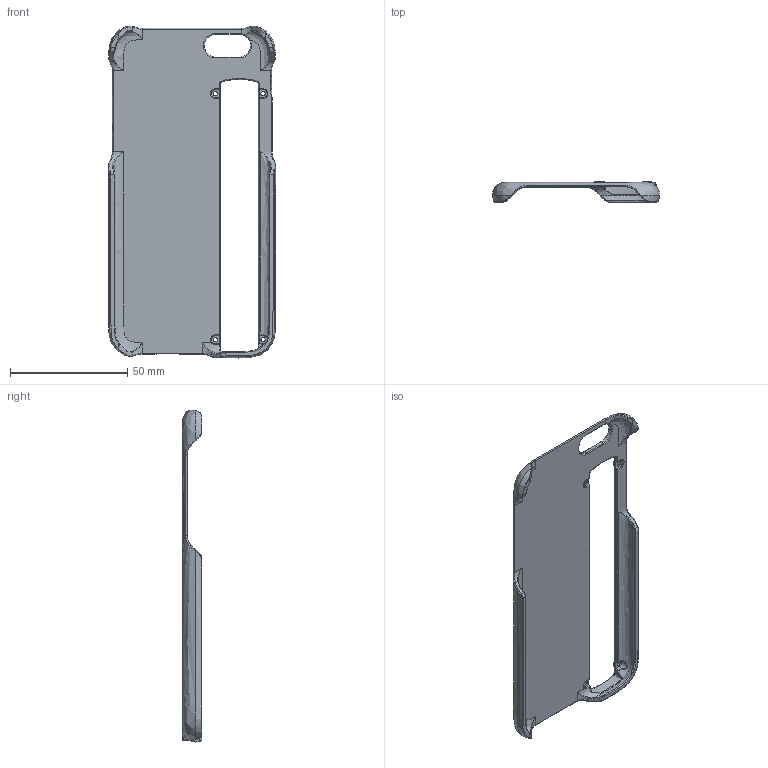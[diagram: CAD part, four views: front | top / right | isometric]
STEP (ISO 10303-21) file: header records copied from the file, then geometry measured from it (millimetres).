
FILE_DESCRIPTION();
FILE_NAME(/* name */ 'iphone6BracketSimple.stp',/* time_stamp */ '2014-10-02T18:22:45-06:00');
FILE_SCHEMA (('AP203_CONFIGURATION_CONTROLLED_3D_DESIGN_OF_MECHANICAL_PARTS_AND_ASSEMBLIES_MIM_LF { 1 0 10303 403 2 1 2}'));
Length unit declared in the file: millimetre
Products named in the file (1): Evan1708D71Dueeo
Bounding box: 71.37 x 8.46 x 141.87 mm (x, y, z)
Volume: 17548.9 mm3; surface area: 18616.4 mm2
Topology: 1 solids, 1 shells, 277 faces, 703 edges, 405 vertices
Faces by surface type: bspline 149, cylinder 62, plane 37, torus 12, sphere 9, extrusion 8
Full cylindrical faces by diameter (mm): 1.811 x4
Entity records: 16002 total; most frequent: CARTESIAN_POINT 10437, ORIENTED_EDGE 1364, DIRECTION 832, EDGE_CURVE 682, VERTEX_POINT 408, AXIS2_PLACEMENT_3D 347, B_SPLINE_CURVE_WITH_KNOTS 334, EDGE_LOOP 290
